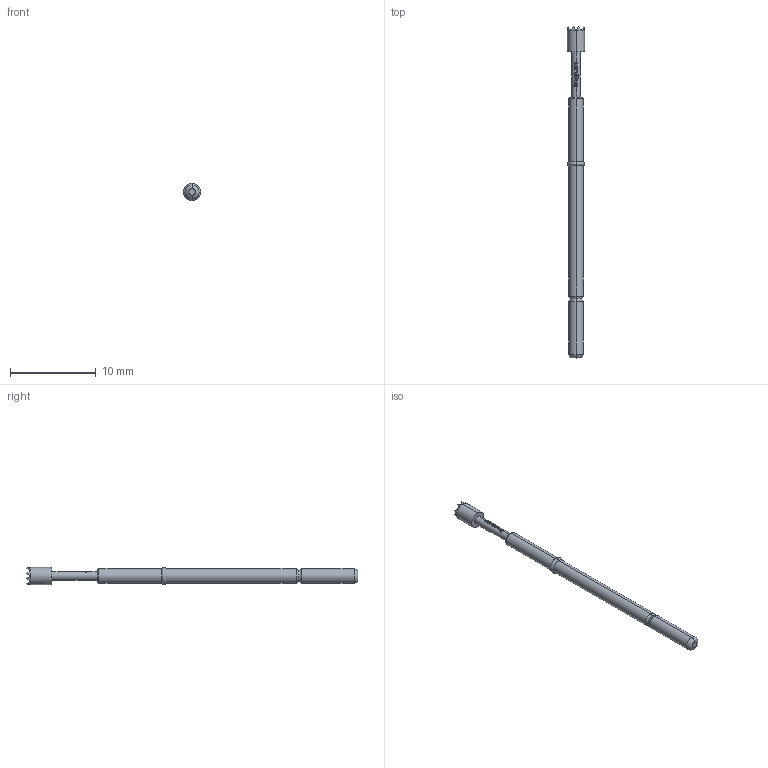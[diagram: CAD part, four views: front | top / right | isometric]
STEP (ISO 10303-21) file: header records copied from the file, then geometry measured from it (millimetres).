
FILE_DESCRIPTION (( 'STEP AP203' ), '1' );
FILE_NAME ('INGUN_GKS-112_306_200_R_xx08.STEP', '2022-01-05T08:28:05', ( 'ochi' ), ( '' ), 'SwSTEP 2.0', 'SolidWorks 2018', '' );
FILE_SCHEMA (( 'CONFIG_CONTROL_DESIGN' ));
Length unit declared in the file: millimetre
Products named in the file (1): INGUN_GKS-112_306_200_R_xx08
Bounding box: 2 x 38.7 x 2 mm (x, y, z)
Volume: 77.3 mm3; surface area: 202.9 mm2
Topology: 1 solids, 1 shells, 172 faces, 428 edges, 261 vertices
Faces by surface type: plane 99, cylinder 29, bspline 22, cone 14, torus 8
Entity records: 5367 total; most frequent: CARTESIAN_POINT 1530, ORIENTED_EDGE 856, DIRECTION 708, EDGE_CURVE 428, AXIS2_PLACEMENT_3D 271, VERTEX_POINT 261, EDGE_LOOP 175, ADVANCED_FACE 172
